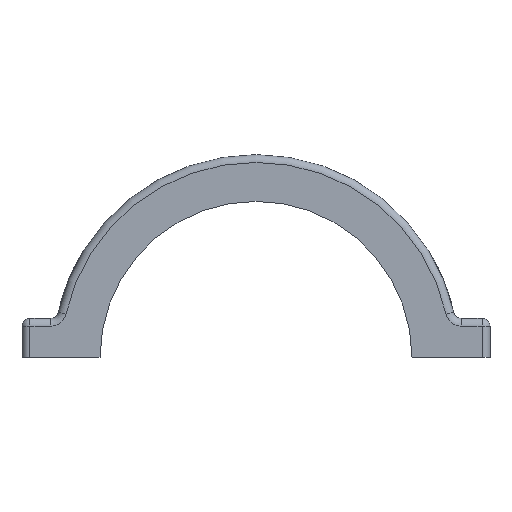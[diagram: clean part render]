
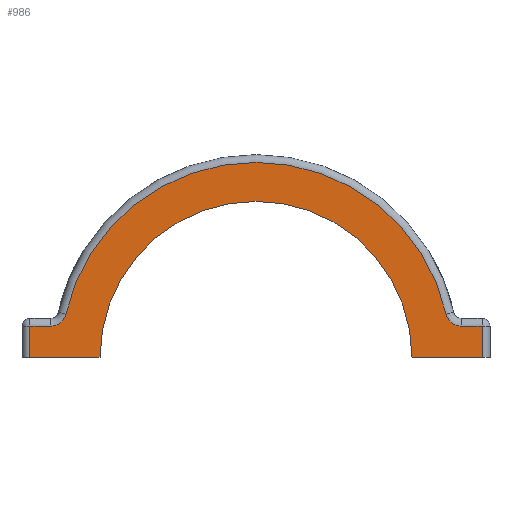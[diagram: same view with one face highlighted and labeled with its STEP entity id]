
A CAD part, left-side view. The second image highlights one B-rep face of the part: STEP entity #986.
In plain terms, the highlighted planar face has unit normal (-1, 0, 0).
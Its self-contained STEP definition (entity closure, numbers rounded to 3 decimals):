
#75=CIRCLE('',#1051,2.);
#79=CIRCLE('',#1056,2.);
#83=CIRCLE('',#1063,25.);
#108=CIRCLE('',#1120,20.);
#125=PLANE('',#1119);
#178=FACE_OUTER_BOUND('',#242,.T.);
#242=EDGE_LOOP('',(#879,#880,#881,#882,#883,#884,#885,#886,#887,#888));
#265=LINE('',#1700,#329);
#269=LINE('',#1728,#333);
#272=LINE('',#1757,#336);
#274=LINE('',#1763,#338);
#282=LINE('',#1818,#346);
#310=LINE('',#1915,#374);
#329=VECTOR('',#1231,10.);
#333=VECTOR('',#1267,10.);
#336=VECTOR('',#1280,10.);
#338=VECTOR('',#1286,10.);
#346=VECTOR('',#1316,10.);
#374=VECTOR('',#1424,10.);
#427=VERTEX_POINT('',#1689);
#430=VERTEX_POINT('',#1698);
#432=VERTEX_POINT('',#1704);
#434=VERTEX_POINT('',#1713);
#435=VERTEX_POINT('',#1714);
#436=VERTEX_POINT('',#1720);
#437=VERTEX_POINT('',#1721);
#440=VERTEX_POINT('',#1759);
#449=VERTEX_POINT('',#1817);
#478=VERTEX_POINT('',#1913);
#530=EDGE_CURVE('',#430,#427,#265,.T.);
#537=EDGE_CURVE('',#434,#435,#75,.T.);
#541=EDGE_CURVE('',#436,#437,#79,.T.);
#545=EDGE_CURVE('',#437,#432,#269,.T.);
#549=EDGE_CURVE('',#435,#436,#83,.T.);
#551=EDGE_CURVE('',#427,#434,#272,.T.);
#554=EDGE_CURVE('',#432,#440,#274,.T.);
#569=EDGE_CURVE('',#449,#440,#282,.T.);
#617=EDGE_CURVE('',#430,#478,#310,.T.);
#618=EDGE_CURVE('',#449,#478,#108,.T.);
#879=ORIENTED_EDGE('',*,*,#530,.F.);
#880=ORIENTED_EDGE('',*,*,#617,.T.);
#881=ORIENTED_EDGE('',*,*,#618,.F.);
#882=ORIENTED_EDGE('',*,*,#569,.T.);
#883=ORIENTED_EDGE('',*,*,#554,.F.);
#884=ORIENTED_EDGE('',*,*,#545,.F.);
#885=ORIENTED_EDGE('',*,*,#541,.F.);
#886=ORIENTED_EDGE('',*,*,#549,.F.);
#887=ORIENTED_EDGE('',*,*,#537,.F.);
#888=ORIENTED_EDGE('',*,*,#551,.F.);
#986=ADVANCED_FACE('',(#178),#125,.T.);
#1051=AXIS2_PLACEMENT_3D('',#1715,#1247,#1248);
#1056=AXIS2_PLACEMENT_3D('',#1722,#1257,#1258);
#1063=AXIS2_PLACEMENT_3D('',#1744,#1274,#1275);
#1119=AXIS2_PLACEMENT_3D('',#1916,#1425,#1426);
#1120=AXIS2_PLACEMENT_3D('',#1917,#1427,#1428);
#1231=DIRECTION('',(0.,0.,1.));
#1247=DIRECTION('center_axis',(-1.,0.,0.));
#1248=DIRECTION('ref_axis',(0.,-0.624,-0.782));
#1257=DIRECTION('center_axis',(-1.,0.,0.));
#1258=DIRECTION('ref_axis',(0.,0.624,-0.782));
#1267=DIRECTION('',(0.,-1.,0.));
#1274=DIRECTION('center_axis',(1.,0.,0.));
#1275=DIRECTION('ref_axis',(0.,0.,1.));
#1280=DIRECTION('',(0.,-1.,0.));
#1286=DIRECTION('',(0.,0.,-1.));
#1316=DIRECTION('',(0.,-1.,0.));
#1424=DIRECTION('',(0.,-1.,0.));
#1425=DIRECTION('center_axis',(-1.,0.,0.));
#1426=DIRECTION('ref_axis',(0.,-1.,0.));
#1427=DIRECTION('center_axis',(-1.,0.,0.));
#1428=DIRECTION('ref_axis',(0.,-1.,0.));
#1689=CARTESIAN_POINT('',(-28.,89.,842.981));
#1698=CARTESIAN_POINT('',(-28.,89.,838.981));
#1700=CARTESIAN_POINT('',(-28.,89.,846.731));
#1704=CARTESIAN_POINT('',(-28.,31.,842.981));
#1713=CARTESIAN_POINT('',(-28.,86.325,842.981));
#1714=CARTESIAN_POINT('',(-28.,84.375,844.537));
#1715=CARTESIAN_POINT('Origin',(-28.,86.325,844.981));
#1720=CARTESIAN_POINT('',(-28.,35.625,844.537));
#1721=CARTESIAN_POINT('',(-28.,33.675,842.981));
#1722=CARTESIAN_POINT('Origin',(-28.,33.675,844.981));
#1728=CARTESIAN_POINT('',(-28.,45.,842.981));
#1744=CARTESIAN_POINT('Origin',(-28.,60.,838.981));
#1757=CARTESIAN_POINT('',(-28.,72.757,842.981));
#1759=CARTESIAN_POINT('',(-28.,31.,838.981));
#1763=CARTESIAN_POINT('',(-28.,31.,846.731));
#1817=CARTESIAN_POINT('',(-28.,40.,838.981));
#1818=CARTESIAN_POINT('',(-28.,60.,838.981));
#1913=CARTESIAN_POINT('',(-28.,80.,838.981));
#1915=CARTESIAN_POINT('',(-28.,60.,838.981));
#1916=CARTESIAN_POINT('Origin',(-28.,60.,828.481));
#1917=CARTESIAN_POINT('Origin',(-28.,60.,838.981));
